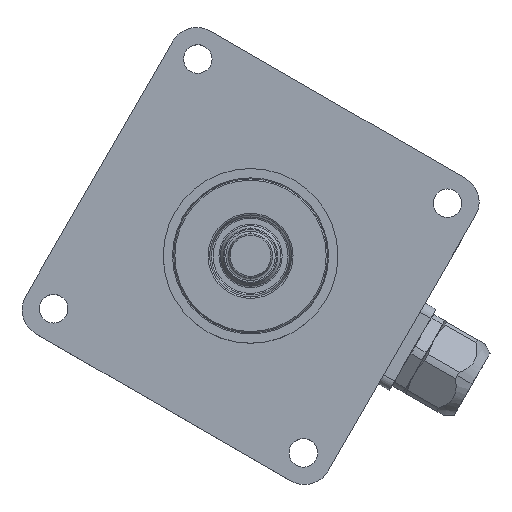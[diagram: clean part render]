
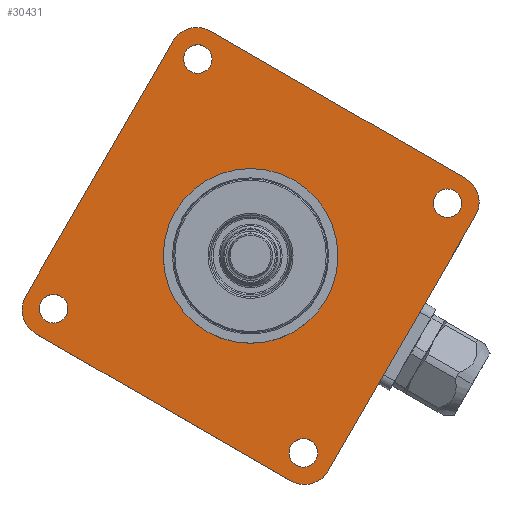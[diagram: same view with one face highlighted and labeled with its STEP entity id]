
A CAD part, top view. The second image highlights one B-rep face of the part: STEP entity #30431.
In plain terms, the highlighted planar face has unit normal (0, 0, 1).
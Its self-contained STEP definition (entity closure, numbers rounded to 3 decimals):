
#4366=DIRECTION('',(0.5,0.866,0.));
#4367=VECTOR('',#4366,53.5);
#4368=CARTESIAN_POINT('',(-40.871,-7.291,22.5));
#4369=LINE('',#4368,#4367);
#4370=CARTESIAN_POINT('',(-9.791,36.541,22.5));
#4371=DIRECTION('',(0.,0.,1.));
#4372=DIRECTION('',(0.5,0.866,0.));
#4373=AXIS2_PLACEMENT_3D('',#4370,#4371,#4372);
#4375=DIRECTION('',(0.866,-0.5,0.));
#4376=VECTOR('',#4375,53.5);
#4377=CARTESIAN_POINT('',(-7.291,40.871,22.5));
#4378=LINE('',#4377,#4376);
#4379=CARTESIAN_POINT('',(36.541,9.791,22.5));
#4380=DIRECTION('',(0.,0.,1.));
#4381=DIRECTION('',(0.866,-0.5,0.));
#4382=AXIS2_PLACEMENT_3D('',#4379,#4380,#4381);
#4384=DIRECTION('',(-0.5,-0.866,0.));
#4385=VECTOR('',#4384,53.5);
#4386=CARTESIAN_POINT('',(40.871,7.291,22.5));
#4387=LINE('',#4386,#4385);
#4388=CARTESIAN_POINT('',(9.791,-36.541,22.5));
#4389=DIRECTION('',(0.,0.,1.));
#4390=DIRECTION('',(-0.5,-0.866,0.));
#4391=AXIS2_PLACEMENT_3D('',#4388,#4389,#4390);
#4393=DIRECTION('',(-0.866,0.5,0.));
#4394=VECTOR('',#4393,53.5);
#4395=CARTESIAN_POINT('',(7.291,-40.871,22.5));
#4396=LINE('',#4395,#4394);
#4397=CARTESIAN_POINT('',(-36.541,-9.791,22.5));
#4398=DIRECTION('',(0.,0.,1.));
#4399=DIRECTION('',(-0.866,0.5,0.));
#4400=AXIS2_PLACEMENT_3D('',#4397,#4398,#4399);
#4402=CARTESIAN_POINT('',(9.59,-35.79,22.5));
#4403=DIRECTION('',(0.,0.,-1.));
#4404=DIRECTION('',(0.,-1.,0.));
#4405=AXIS2_PLACEMENT_3D('',#4402,#4403,#4404);
#4407=CARTESIAN_POINT('',(9.59,-35.79,22.5));
#4408=DIRECTION('',(0.,0.,-1.));
#4409=DIRECTION('',(0.,1.,0.));
#4410=AXIS2_PLACEMENT_3D('',#4407,#4408,#4409);
#4412=CARTESIAN_POINT('',(-35.79,-9.59,22.5));
#4413=DIRECTION('',(0.,0.,-1.));
#4414=DIRECTION('',(0.,-1.,0.));
#4415=AXIS2_PLACEMENT_3D('',#4412,#4413,#4414);
#4417=CARTESIAN_POINT('',(-35.79,-9.59,22.5));
#4418=DIRECTION('',(0.,0.,-1.));
#4419=DIRECTION('',(0.,1.,0.));
#4420=AXIS2_PLACEMENT_3D('',#4417,#4418,#4419);
#4422=CARTESIAN_POINT('',(35.79,9.59,22.5));
#4423=DIRECTION('',(0.,0.,-1.));
#4424=DIRECTION('',(0.,-1.,0.));
#4425=AXIS2_PLACEMENT_3D('',#4422,#4423,#4424);
#4427=CARTESIAN_POINT('',(35.79,9.59,22.5));
#4428=DIRECTION('',(0.,0.,-1.));
#4429=DIRECTION('',(0.,1.,0.));
#4430=AXIS2_PLACEMENT_3D('',#4427,#4428,#4429);
#4432=CARTESIAN_POINT('',(-9.59,35.79,22.5));
#4433=DIRECTION('',(0.,0.,-1.));
#4434=DIRECTION('',(0.,-1.,0.));
#4435=AXIS2_PLACEMENT_3D('',#4432,#4433,#4434);
#4437=CARTESIAN_POINT('',(-9.59,35.79,22.5));
#4438=DIRECTION('',(0.,0.,-1.));
#4439=DIRECTION('',(0.,1.,0.));
#4440=AXIS2_PLACEMENT_3D('',#4437,#4438,#4439);
#4494=CARTESIAN_POINT('',(0.,0.,22.5));
#4495=DIRECTION('',(0.,0.,1.));
#4496=DIRECTION('',(0.,1.,0.));
#4497=AXIS2_PLACEMENT_3D('',#4494,#4495,#4496);
#4513=CARTESIAN_POINT('',(0.,0.,22.5));
#4514=DIRECTION('',(0.,0.,-1.));
#4515=DIRECTION('',(0.,1.,0.));
#4516=AXIS2_PLACEMENT_3D('',#4513,#4514,#4515);
#21950=CARTESIAN_POINT('',(-40.871,-7.291,22.5));
#21952=VERTEX_POINT('',#21950);
#21954=CARTESIAN_POINT('',(-14.121,39.041,22.5));
#21956=VERTEX_POINT('',#21954);
#21958=CARTESIAN_POINT('',(-7.291,40.871,22.5));
#21960=VERTEX_POINT('',#21958);
#21962=CARTESIAN_POINT('',(39.041,14.121,22.5));
#21964=VERTEX_POINT('',#21962);
#21966=CARTESIAN_POINT('',(40.871,7.291,22.5));
#21968=VERTEX_POINT('',#21966);
#21970=CARTESIAN_POINT('',(14.121,-39.041,22.5));
#21972=VERTEX_POINT('',#21970);
#21974=CARTESIAN_POINT('',(7.291,-40.871,22.5));
#21976=VERTEX_POINT('',#21974);
#21978=CARTESIAN_POINT('',(-39.041,-14.121,22.5));
#21980=VERTEX_POINT('',#21978);
#21982=CARTESIAN_POINT('',(0.,15.875,22.5));
#21983=CARTESIAN_POINT('',(0.,-15.875,22.5));
#21984=VERTEX_POINT('',#21982);
#21985=VERTEX_POINT('',#21983);
#21990=CARTESIAN_POINT('',(-9.59,33.19,22.5));
#21991=CARTESIAN_POINT('',(-9.59,38.39,22.5));
#21992=VERTEX_POINT('',#21990);
#21993=VERTEX_POINT('',#21991);
#21998=CARTESIAN_POINT('',(35.79,6.99,22.5));
#21999=CARTESIAN_POINT('',(35.79,12.19,22.5));
#22000=VERTEX_POINT('',#21998);
#22001=VERTEX_POINT('',#21999);
#22006=CARTESIAN_POINT('',(-35.79,-12.19,22.5));
#22007=CARTESIAN_POINT('',(-35.79,-6.99,22.5));
#22008=VERTEX_POINT('',#22006);
#22009=VERTEX_POINT('',#22007);
#22014=CARTESIAN_POINT('',(9.59,-38.39,22.5));
#22015=CARTESIAN_POINT('',(9.59,-33.19,22.5));
#22016=VERTEX_POINT('',#22014);
#22017=VERTEX_POINT('',#22015);
#30380=CARTESIAN_POINT('',(0.,0.,22.5));
#30381=DIRECTION('',(0.,0.,-1.));
#30382=DIRECTION('',(0.,1.,0.));
#30383=AXIS2_PLACEMENT_3D('',#30380,#30381,#30382);
#30384=PLANE('',#30383);
#30385=ORIENTED_EDGE('',*,*,#30361,.T.);
#30387=ORIENTED_EDGE('',*,*,#30386,.F.);
#30389=ORIENTED_EDGE('',*,*,#30388,.T.);
#30391=ORIENTED_EDGE('',*,*,#30390,.F.);
#30393=ORIENTED_EDGE('',*,*,#30392,.T.);
#30395=ORIENTED_EDGE('',*,*,#30394,.F.);
#30397=ORIENTED_EDGE('',*,*,#30396,.T.);
#30398=ORIENTED_EDGE('',*,*,#30372,.F.);
#30399=EDGE_LOOP('',(#30385,#30387,#30389,#30391,#30393,#30395,#30397,#30398));
#30400=FACE_OUTER_BOUND('',#30399,.F.);
#30402=ORIENTED_EDGE('',*,*,#30401,.F.);
#30404=ORIENTED_EDGE('',*,*,#30403,.F.);
#30405=EDGE_LOOP('',(#30402,#30404));
#30406=FACE_BOUND('',#30405,.F.);
#30408=ORIENTED_EDGE('',*,*,#30407,.F.);
#30410=ORIENTED_EDGE('',*,*,#30409,.F.);
#30411=EDGE_LOOP('',(#30408,#30410));
#30412=FACE_BOUND('',#30411,.F.);
#30414=ORIENTED_EDGE('',*,*,#30413,.F.);
#30416=ORIENTED_EDGE('',*,*,#30415,.F.);
#30417=EDGE_LOOP('',(#30414,#30416));
#30418=FACE_BOUND('',#30417,.F.);
#30420=ORIENTED_EDGE('',*,*,#30419,.T.);
#30422=ORIENTED_EDGE('',*,*,#30421,.F.);
#30423=EDGE_LOOP('',(#30420,#30422));
#30424=FACE_BOUND('',#30423,.F.);
#30426=ORIENTED_EDGE('',*,*,#30425,.F.);
#30428=ORIENTED_EDGE('',*,*,#30427,.F.);
#30429=EDGE_LOOP('',(#30426,#30428));
#30430=FACE_BOUND('',#30429,.F.);
#4374=CIRCLE('',#4373,5.);
#4383=CIRCLE('',#4382,5.);
#4392=CIRCLE('',#4391,5.);
#4401=CIRCLE('',#4400,5.);
#4406=CIRCLE('',#4405,2.6);
#4411=CIRCLE('',#4410,2.6);
#4416=CIRCLE('',#4415,2.6);
#4421=CIRCLE('',#4420,2.6);
#4426=CIRCLE('',#4425,2.6);
#4431=CIRCLE('',#4430,2.6);
#4436=CIRCLE('',#4435,2.6);
#4441=CIRCLE('',#4440,2.6);
#4498=CIRCLE('',#4497,15.875);
#4517=CIRCLE('',#4516,15.875);
#30361=EDGE_CURVE('',#21952,#21956,#4369,.T.);
#30372=EDGE_CURVE('',#21952,#21980,#4401,.T.);
#30386=EDGE_CURVE('',#21960,#21956,#4374,.T.);
#30388=EDGE_CURVE('',#21960,#21964,#4378,.T.);
#30390=EDGE_CURVE('',#21968,#21964,#4383,.T.);
#30392=EDGE_CURVE('',#21968,#21972,#4387,.T.);
#30394=EDGE_CURVE('',#21976,#21972,#4392,.T.);
#30396=EDGE_CURVE('',#21976,#21980,#4396,.T.);
#30401=EDGE_CURVE('',#22016,#22017,#4406,.T.);
#30403=EDGE_CURVE('',#22017,#22016,#4411,.T.);
#30407=EDGE_CURVE('',#22008,#22009,#4416,.T.);
#30409=EDGE_CURVE('',#22009,#22008,#4421,.T.);
#30413=EDGE_CURVE('',#22000,#22001,#4426,.T.);
#30415=EDGE_CURVE('',#22001,#22000,#4431,.T.);
#30419=EDGE_CURVE('',#21984,#21985,#4498,.T.);
#30421=EDGE_CURVE('',#21984,#21985,#4517,.T.);
#30425=EDGE_CURVE('',#21992,#21993,#4436,.T.);
#30427=EDGE_CURVE('',#21993,#21992,#4441,.T.);
#30431=ADVANCED_FACE('',(#30400,#30406,#30412,#30418,#30424,#30430),#30384,.F.);
